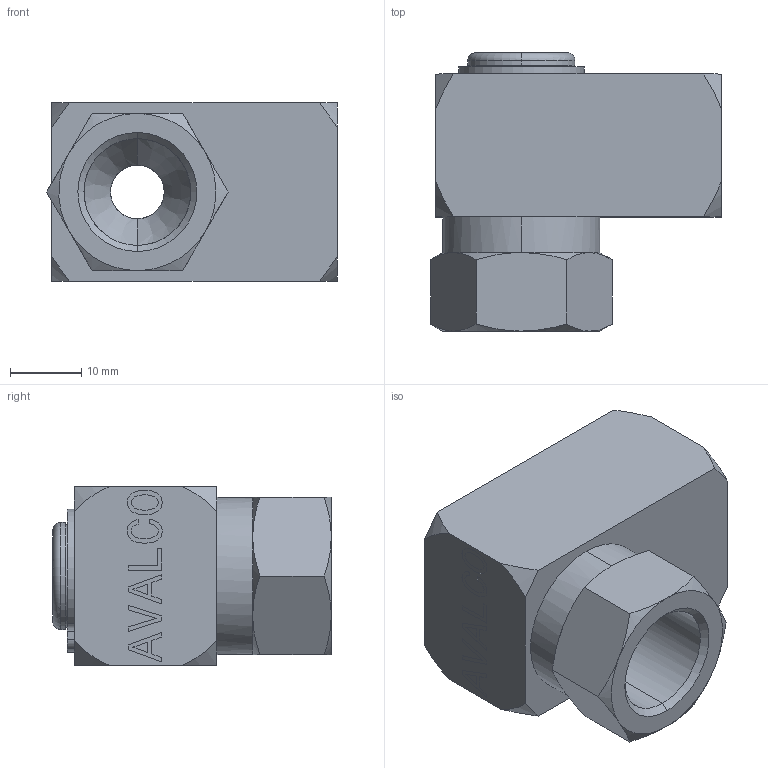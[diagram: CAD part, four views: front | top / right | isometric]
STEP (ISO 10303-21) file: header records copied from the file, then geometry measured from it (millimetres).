
FILE_DESCRIPTION(('CATIA V5 STEP Exchange'),'2;1');
FILE_NAME('DS31-1Fx38-1Fx38.stp','2018-10-04T07:28:45+00:00',('none'),('none'),'CATIA Version 5 Release 21 GA (IN-10)','CATIA V5 STEP AP203','none');
FILE_SCHEMA(('CONFIG_CONTROL_DESIGN'));
Length unit declared in the file: millimetre
Products named in the file (1): DS31-1Fx38-1Fx38
Bounding box: 40.7 x 39 x 25 mm (x, y, z)
Volume: 19444 mm3; surface area: 10367.9 mm2
Topology: 3 solids, 3 shells, 209 faces, 557 edges, 361 vertices
Faces by surface type: plane 137, cylinder 42, cone 28, torus 2
Entity records: 7133 total; most frequent: CARTESIAN_POINT 2266, ORIENTED_EDGE 1114, DIRECTION 809, EDGE_CURVE 557, VECTOR 391, LINE 391, VERTEX_POINT 361, EDGE_LOOP 234
